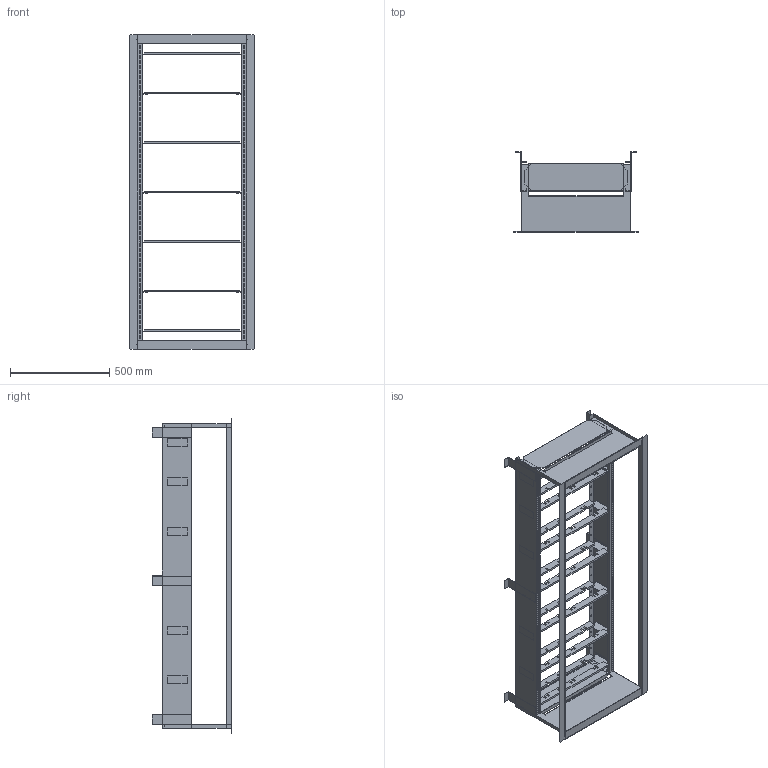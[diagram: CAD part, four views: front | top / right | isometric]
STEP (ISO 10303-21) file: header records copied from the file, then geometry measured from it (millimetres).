
FILE_DESCRIPTION((''),'2;1');
FILE_NAME('1SEP102223R0003','2023-11-22T14:30:33',('86177'),(''),'CREO PARAMETRIC BY PTC INC, 2016390','CREO PARAMETRIC BY PTC INC, 2016390','');
FILE_SCHEMA(('AUTOMOTIVE_DESIGN { 1 0 10303 214 1 1 1 1 }'));
Products named in the file (1): 1SEP102223R0003
Bounding box: 630 x 402 x 1590 mm (x, y, z)
Surface area: 3436021.2 mm2 (no closed solid volume)
Topology: 0 solids, 46 shells, 1062 faces, 4177 edges, 3194 vertices
Faces by surface type: plane 850, cylinder 212
Entity records: 63991 total; most frequent: CARTESIAN_POINT 17017, ORIENTED_EDGE 7064, DIRECTION 5533, PRESENTATION_STYLE_ASSIGNMENT 4255, STYLED_ITEM 4223, CURVE_STYLE 4177, EDGE_CURVE 4177, VERTEX_POINT 3194
